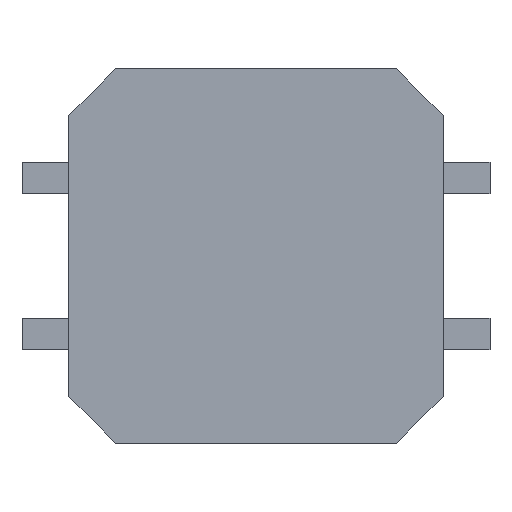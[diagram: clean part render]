
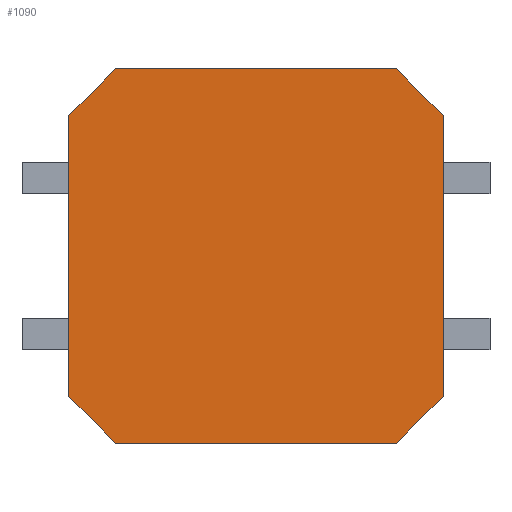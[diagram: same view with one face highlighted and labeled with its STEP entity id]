
A CAD part, front view. The second image highlights one B-rep face of the part: STEP entity #1090.
In plain terms, the highlighted planar face has unit normal (0, -1, 0).
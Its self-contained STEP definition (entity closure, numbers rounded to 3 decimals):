
#80=FACE_OUTER_BOUND('',#153,.T.);
#153=EDGE_LOOP('',(#758,#759,#760,#761,#762,#763,#764,#765));
#242=LINE('',#1652,#367);
#243=LINE('',#1654,#368);
#244=LINE('',#1656,#369);
#245=LINE('',#1658,#370);
#246=LINE('',#1660,#371);
#247=LINE('',#1662,#372);
#248=LINE('',#1664,#373);
#249=LINE('',#1665,#374);
#367=VECTOR('',#1322,10.);
#368=VECTOR('',#1323,10.);
#369=VECTOR('',#1324,10.);
#370=VECTOR('',#1325,10.);
#371=VECTOR('',#1326,10.);
#372=VECTOR('',#1327,10.);
#373=VECTOR('',#1328,10.);
#374=VECTOR('',#1329,10.);
#484=VERTEX_POINT('',#1650);
#485=VERTEX_POINT('',#1651);
#486=VERTEX_POINT('',#1653);
#487=VERTEX_POINT('',#1655);
#488=VERTEX_POINT('',#1657);
#489=VERTEX_POINT('',#1659);
#490=VERTEX_POINT('',#1661);
#491=VERTEX_POINT('',#1663);
#592=EDGE_CURVE('',#484,#485,#242,.T.);
#593=EDGE_CURVE('',#486,#484,#243,.T.);
#594=EDGE_CURVE('',#487,#486,#244,.T.);
#595=EDGE_CURVE('',#488,#487,#245,.T.);
#596=EDGE_CURVE('',#489,#488,#246,.T.);
#597=EDGE_CURVE('',#490,#489,#247,.T.);
#598=EDGE_CURVE('',#491,#490,#248,.T.);
#599=EDGE_CURVE('',#485,#491,#249,.T.);
#758=ORIENTED_EDGE('',*,*,#592,.F.);
#759=ORIENTED_EDGE('',*,*,#593,.F.);
#760=ORIENTED_EDGE('',*,*,#594,.F.);
#761=ORIENTED_EDGE('',*,*,#595,.F.);
#762=ORIENTED_EDGE('',*,*,#596,.F.);
#763=ORIENTED_EDGE('',*,*,#597,.F.);
#764=ORIENTED_EDGE('',*,*,#598,.F.);
#765=ORIENTED_EDGE('',*,*,#599,.F.);
#1027=PLANE('',#1187);
#1090=ADVANCED_FACE('',(#80),#1027,.F.);
#1187=AXIS2_PLACEMENT_3D('',#1649,#1320,#1321);
#1320=DIRECTION('center_axis',(0.,1.,0.));
#1321=DIRECTION('ref_axis',(0.,0.,1.));
#1322=DIRECTION('',(0.707,0.,-0.707));
#1323=DIRECTION('',(1.,0.,0.));
#1324=DIRECTION('',(0.707,0.,0.707));
#1325=DIRECTION('',(0.,0.,1.));
#1326=DIRECTION('',(-0.707,0.,0.707));
#1327=DIRECTION('',(-1.,0.,0.));
#1328=DIRECTION('',(-0.707,0.,-0.707));
#1329=DIRECTION('',(0.,0.,-1.));
#1649=CARTESIAN_POINT('Origin',(6.,0.1,-6.));
#1650=CARTESIAN_POINT('',(10.5,0.1,0.));
#1651=CARTESIAN_POINT('',(12.,0.1,-1.5));
#1652=CARTESIAN_POINT('',(10.875,0.1,-0.375));
#1653=CARTESIAN_POINT('',(1.5,0.1,0.));
#1654=CARTESIAN_POINT('',(3.75,0.1,0.));
#1655=CARTESIAN_POINT('',(0.,0.1,-1.5));
#1656=CARTESIAN_POINT('',(0.375,0.1,-1.125));
#1657=CARTESIAN_POINT('',(0.,0.1,-10.5));
#1658=CARTESIAN_POINT('',(0.,0.1,-8.25));
#1659=CARTESIAN_POINT('',(1.5,0.1,-12.));
#1660=CARTESIAN_POINT('',(1.125,0.1,-11.625));
#1661=CARTESIAN_POINT('',(10.5,0.1,-12.));
#1662=CARTESIAN_POINT('',(8.25,0.1,-12.));
#1663=CARTESIAN_POINT('',(12.,0.1,-10.5));
#1664=CARTESIAN_POINT('',(11.625,0.1,-10.875));
#1665=CARTESIAN_POINT('',(12.,0.1,-3.75));
